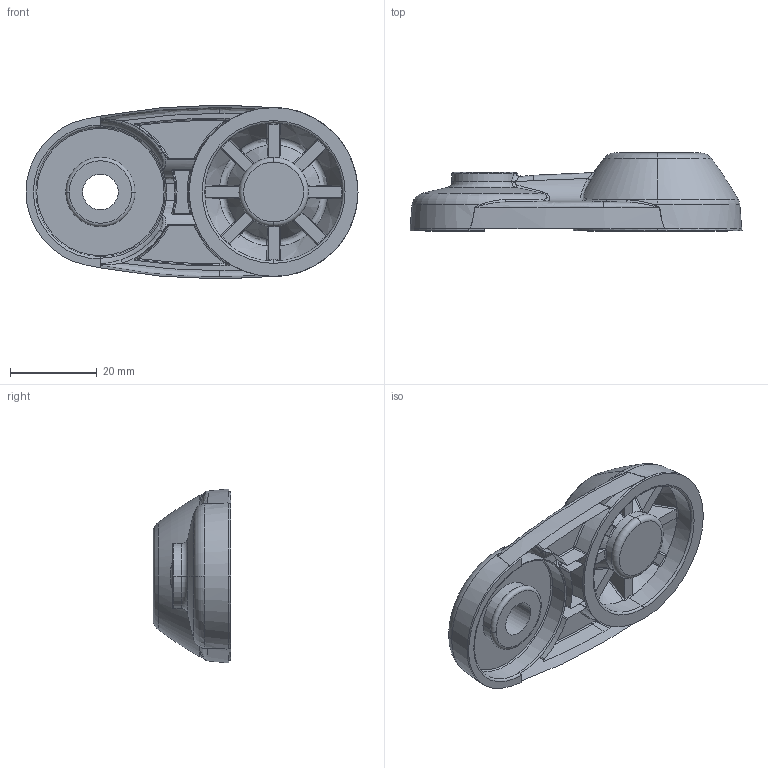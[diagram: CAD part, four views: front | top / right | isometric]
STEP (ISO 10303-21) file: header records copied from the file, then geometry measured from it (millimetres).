
FILE_DESCRIPTION (( 'STEP AP214' ), '1' );
FILE_NAME ('098da040k.STEP', '2014-08-11T13:12:10', ( '' ), ( '' ), 'SwSTEP 2.0', 'SolidWorks 2014', '' );
FILE_SCHEMA (( 'AUTOMOTIVE_DESIGN' ));
Length unit declared in the file: millimetre
Products named in the file (1): 098da040k
Bounding box: 76.7 x 18 x 40.19 mm (x, y, z)
Volume: 18007.3 mm3; surface area: 10399.7 mm2
Topology: 1 solids, 1 shells, 292 faces, 733 edges, 429 vertices
Faces by surface type: bspline 116, torus 61, plane 43, cone 35, cylinder 24, sphere 13
Entity records: 11919 total; most frequent: CARTESIAN_POINT 5927, ORIENTED_EDGE 1426, DIRECTION 1059, EDGE_CURVE 713, AXIS2_PLACEMENT_3D 500, VERTEX_POINT 426, B_SPLINE_CURVE_WITH_KNOTS 327, CIRCLE 323
